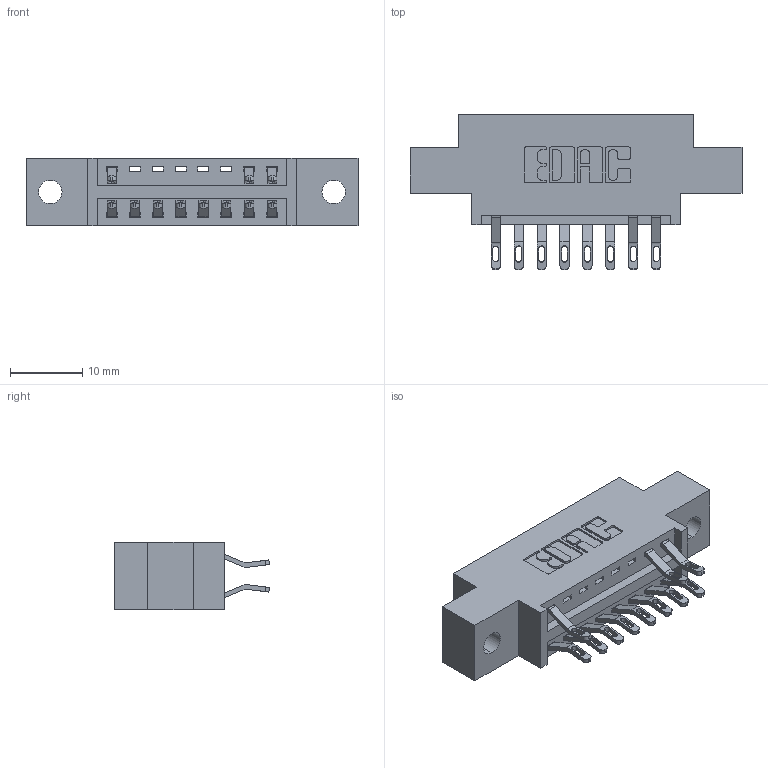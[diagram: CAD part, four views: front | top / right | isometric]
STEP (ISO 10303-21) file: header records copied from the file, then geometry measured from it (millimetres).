
FILE_DESCRIPTION (( 'STEP AP203' ), '1' );
FILE_NAME ('346-016-555-802.STEP', '2018-08-20T04:52:21', ( '' ), ( '' ), 'SwSTEP 2.0', 'SolidWorks 2016', '' );
FILE_SCHEMA (( 'CONFIG_CONTROL_DESIGN' ));
Length unit declared in the file: inch
Products named in the file (3): 346 Part_0.170 Offset - 0.128 Dia; 345-292-001_555 Tail; 346-016-555-802
Assembly tree (12 placements, depth 2):
  346-016-555-802
    346 Part_0.170 Offset - 0.128 Dia
    345-292-001_555 Tail  x11
Bounding box: 45.97 x 21.46 x 9.4 mm (x, y, z)
Volume: 4014.6 mm3; surface area: 4748.5 mm2
Topology: 12 solids, 12 shells, 794 faces, 2459 edges, 1638 vertices
Faces by surface type: plane 468, cylinder 326
Entity records: 10099 total; most frequent: CARTESIAN_POINT 1769, ORIENTED_EDGE 1678, DIRECTION 1573, EDGE_CURVE 839, VECTOR 655, LINE 655, VERTEX_POINT 558, AXIS2_PLACEMENT_3D 459
